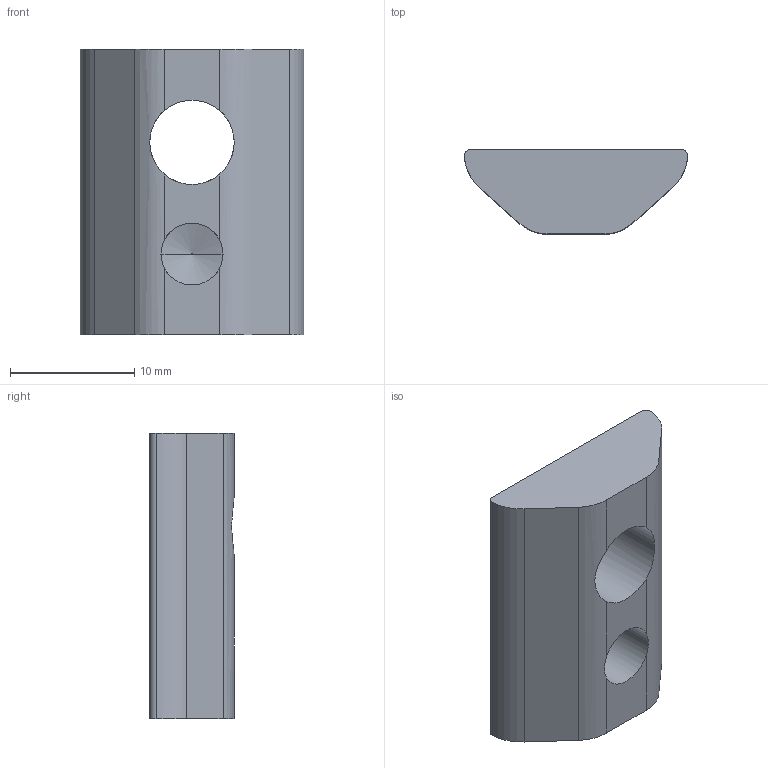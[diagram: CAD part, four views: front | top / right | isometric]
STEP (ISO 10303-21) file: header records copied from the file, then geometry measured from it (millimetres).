
FILE_DESCRIPTION (( 'STEP AP214' ), '1' );
FILE_NAME ('7218040', '2019-01-30T08:53:19', ( '' ), ('JUGARD+KÜNSTNER GmbH'), 'SwSTEP 2.0', 'SolidWorks 2017', '' );
FILE_SCHEMA (( 'AUTOMOTIVE_DESIGN' ));
Length unit declared in the file: millimetre
Products named in the file (1): 7218040
Bounding box: 18 x 6.8 x 23 mm (x, y, z)
Volume: 1814 mm3; surface area: 1335 mm2
Topology: 1 solids, 1 shells, 22 faces, 61 edges, 40 vertices
Faces by surface type: cylinder 11, plane 9, cone 2
Entity records: 791 total; most frequent: CARTESIAN_POINT 180, DIRECTION 123, ORIENTED_EDGE 122, EDGE_CURVE 61, AXIS2_PLACEMENT_3D 47, VERTEX_POINT 40, LINE 29, VECTOR 29
